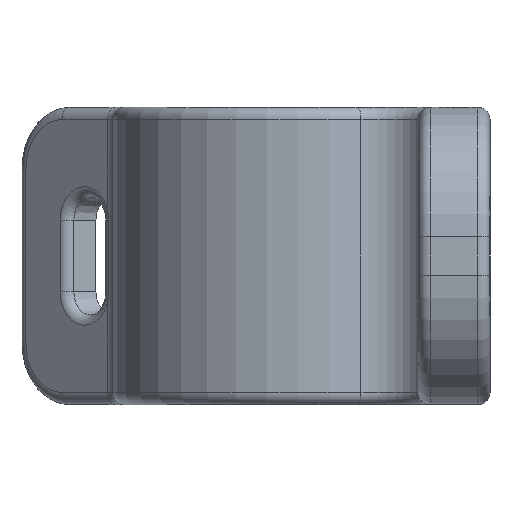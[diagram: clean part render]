
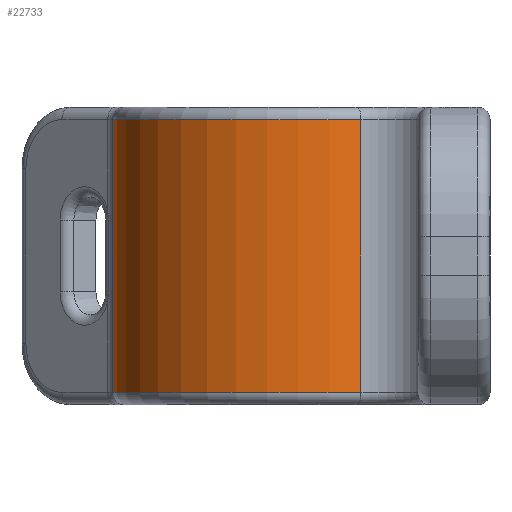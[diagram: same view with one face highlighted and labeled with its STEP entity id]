
A CAD part, left-side view. The second image highlights one B-rep face of the part: STEP entity #22733.
In plain terms, the highlighted cylindrical face has radius 9.2 mm (diameter 18.4 mm), a partial arc.
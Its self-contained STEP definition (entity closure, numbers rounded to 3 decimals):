
#334=CARTESIAN_POINT('',(0.,0.,-6.65));
#335=DIRECTION('',(0.,0.,-1.));
#336=DIRECTION('',(-0.949,-0.316,0.));
#337=AXIS2_PLACEMENT_3D('',#334,#335,#336);
#6481=DIRECTION('',(0.,0.,1.));
#6482=VECTOR('',#6481,13.3);
#6483=CARTESIAN_POINT('',(-8.728,-2.909,-6.65));
#6484=LINE('',#6483,#6482);
#6489=DIRECTION('',(0.,0.,1.));
#6490=VECTOR('',#6489,13.3);
#6491=CARTESIAN_POINT('',(1.189,9.123,-6.65));
#6492=LINE('',#6491,#6490);
#6710=CARTESIAN_POINT('',(0.,0.,6.65));
#6711=DIRECTION('',(0.,0.,1.));
#6712=DIRECTION('',(0.129,0.992,0.));
#6713=AXIS2_PLACEMENT_3D('',#6710,#6711,#6712);
#12246=CARTESIAN_POINT('',(-8.728,-2.909,-6.65));
#12247=CARTESIAN_POINT('',(-8.728,-2.909,6.65));
#12248=VERTEX_POINT('',#12246);
#12249=VERTEX_POINT('',#12247);
#12254=CARTESIAN_POINT('',(1.189,9.123,-6.65));
#12255=CARTESIAN_POINT('',(1.189,9.123,6.65));
#12256=VERTEX_POINT('',#12254);
#12257=VERTEX_POINT('',#12255);
#22720=CARTESIAN_POINT('',(0.,0.,-7.25));
#22721=DIRECTION('',(0.,0.,1.));
#22722=DIRECTION('',(1.,0.,0.));
#22723=AXIS2_PLACEMENT_3D('',#22720,#22721,#22722);
#22724=CYLINDRICAL_SURFACE('',#22723,9.2);
#22725=ORIENTED_EDGE('',*,*,#22712,.F.);
#22726=ORIENTED_EDGE('',*,*,#14853,.T.);
#22728=ORIENTED_EDGE('',*,*,#22727,.T.);
#22730=ORIENTED_EDGE('',*,*,#22729,.T.);
#22731=EDGE_LOOP('',(#22725,#22726,#22728,#22730));
#22732=FACE_OUTER_BOUND('',#22731,.F.);
#22733=ADVANCED_FACE('',(#22732),#22724,.T.);
#338=CIRCLE('',#337,9.2);
#6714=CIRCLE('',#6713,9.2);
#14853=EDGE_CURVE('',#12248,#12256,#338,.T.);
#22712=EDGE_CURVE('',#12248,#12249,#6484,.T.);
#22727=EDGE_CURVE('',#12256,#12257,#6492,.T.);
#22729=EDGE_CURVE('',#12257,#12249,#6714,.T.);
